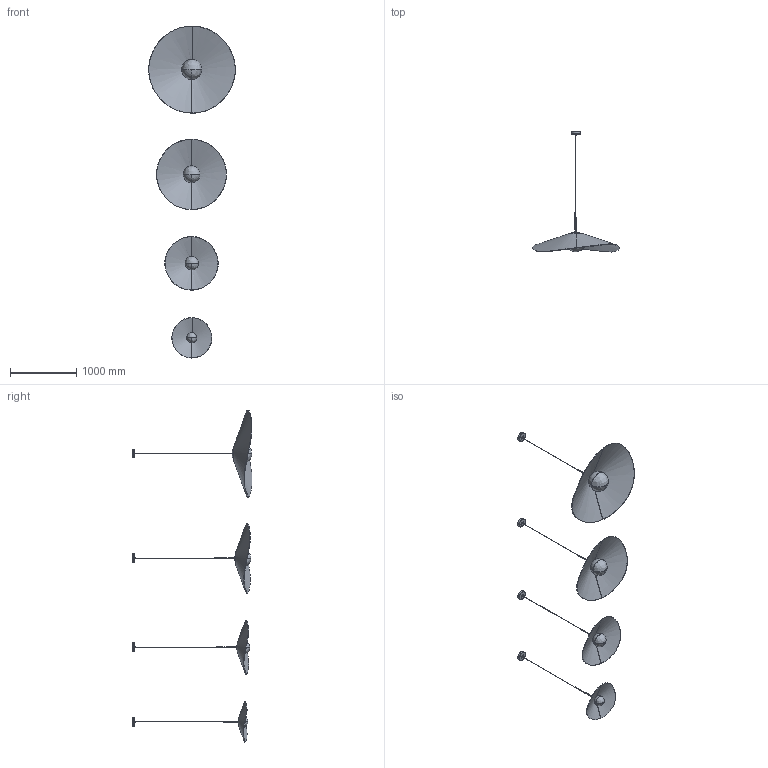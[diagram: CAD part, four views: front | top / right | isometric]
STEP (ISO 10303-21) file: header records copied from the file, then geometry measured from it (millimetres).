
FILE_DESCRIPTION(/* description */ (''),/* implementation_level */ '2;1');
FILE_NAME(/* name */ 'Bola Felt Family 24, 32, 42, 52, 092420',/* time_stamp */ '2020-09-24T17:00:43-07:00',/* author */ (''),/* organization */ (''),/* preprocessor_version */ 'ST-DEVELOPER v16.5',/* originating_system */ '',/* authorisation */ '');
FILE_SCHEMA (('AUTOMOTIVE_DESIGN'));
Products named in the file (1): Document
Bounding box: 1311.05 x 1816.41 x 5026.48 mm (x, y, z)
Volume: 3006210.7 mm3; surface area: 14612352.6 mm2
Topology: 40 solids, 112 shells, 1244 faces, 3276 edges, 2196 vertices
Faces by surface type: bspline 940, plane 304
Entity records: 282896 total; most frequent: CARTESIAN_POINT 262268, ORIENTED_EDGE 6228, EDGE_CURVE 3260, B_SPLINE_CURVE_WITH_KNOTS 2484, VERTEX_POINT 2196, EDGE_LOOP 1348, ADVANCED_FACE 1244, FACE_OUTER_BOUND 1244
